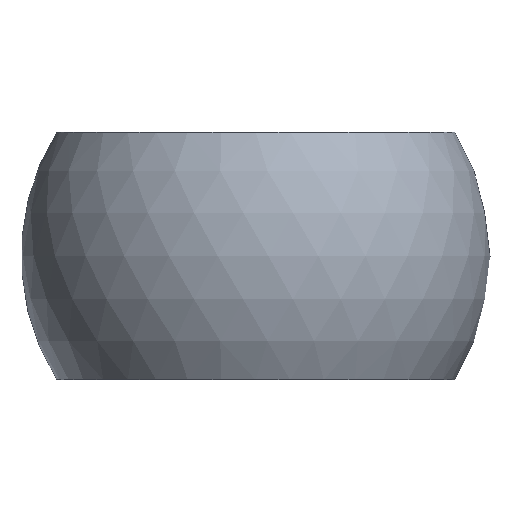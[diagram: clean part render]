
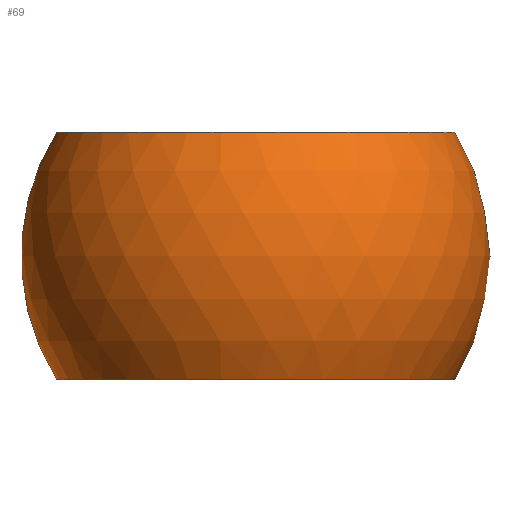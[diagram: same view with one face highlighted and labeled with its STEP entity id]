
A CAD part, left-side view. The second image highlights one B-rep face of the part: STEP entity #69.
In plain terms, the highlighted spherical face has radius 12.002 mm.
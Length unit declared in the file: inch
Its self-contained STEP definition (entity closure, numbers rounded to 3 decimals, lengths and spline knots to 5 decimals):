
#15=SPHERICAL_SURFACE('',#81,0.4725);
#23=FACE_BOUND('',#38,.T.);
#28=FACE_OUTER_BOUND('',#37,.T.);
#37=EDGE_LOOP('',(#62));
#38=EDGE_LOOP('',(#63));
#42=CIRCLE('',#78,0.40094);
#43=CIRCLE('',#80,0.40094);
#47=VERTEX_POINT('',#114);
#48=VERTEX_POINT('',#117);
#52=EDGE_CURVE('',#47,#47,#42,.T.);
#53=EDGE_CURVE('',#48,#48,#43,.T.);
#62=ORIENTED_EDGE('',*,*,#52,.F.);
#63=ORIENTED_EDGE('',*,*,#53,.F.);
#69=ADVANCED_FACE('',(#28,#23),#15,.T.);
#78=AXIS2_PLACEMENT_3D('',#115,#96,#97);
#80=AXIS2_PLACEMENT_3D('',#118,#100,#101);
#81=AXIS2_PLACEMENT_3D('',#119,#102,#103);
#96=DIRECTION('center_axis',(0.,0.,1.));
#97=DIRECTION('ref_axis',(0.,1.,0.));
#100=DIRECTION('center_axis',(0.,0.,-1.));
#101=DIRECTION('ref_axis',(0.,-1.,0.));
#102=DIRECTION('center_axis',(0.,0.,1.));
#103=DIRECTION('ref_axis',(1.,0.,0.));
#114=CARTESIAN_POINT('',(0.,0.40094,0.25));
#115=CARTESIAN_POINT('Origin',(0.,0.,0.25));
#117=CARTESIAN_POINT('',(0.,0.40094,-0.25));
#118=CARTESIAN_POINT('Origin',(0.,0.,-0.25));
#119=CARTESIAN_POINT('Origin',(0.,0.,0.));
